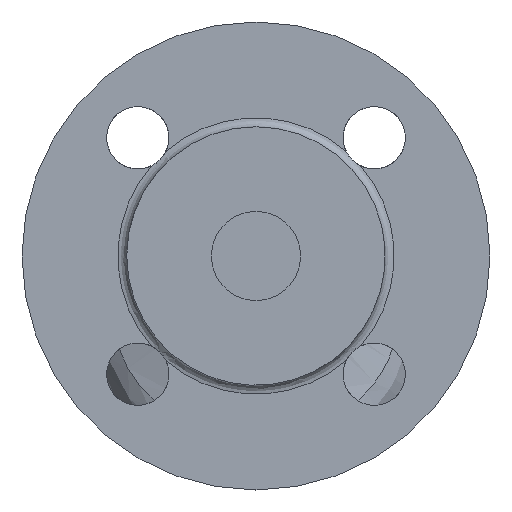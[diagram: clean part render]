
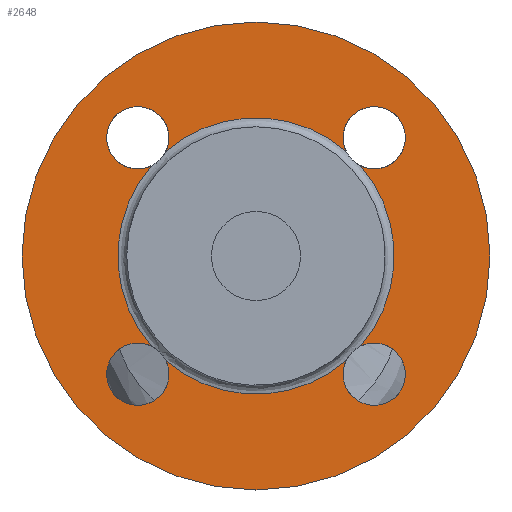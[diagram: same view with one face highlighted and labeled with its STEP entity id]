
A CAD part, left-side view. The second image highlights one B-rep face of the part: STEP entity #2648.
In plain terms, the highlighted free-form (B-spline) face has degree [1, 1] with [2, 2] control points.
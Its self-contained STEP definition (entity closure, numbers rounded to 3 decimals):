
#2273=CARTESIAN_POINT('',(-78.,0.0,66.5));
#2274=VERTEX_POINT('',#2273);
#2275=CARTESIAN_POINT('',(-78.,0.0,14.));
#2276=DIRECTION('',(-1.0,0.0,0.0));
#2277=DIRECTION('',(0.0,0.0,1.0));
#2278=AXIS2_PLACEMENT_3D('',#2275,#2276,#2277);
#2279=CIRCLE('',#2278,52.5);
#2280=EDGE_CURVE('',#2274,#2274,#2279,.T.);
#2424=CARTESIAN_POINT('',(-78.,-20.188,37.526));
#2425=VERTEX_POINT('',#2424);
#2426=CARTESIAN_POINT('',(-78.,-23.526,34.188));
#2427=VERTEX_POINT('',#2426);
#2443=CARTESIAN_POINT('',(-78.,20.188,37.526));
#2444=VERTEX_POINT('',#2443);
#2445=CARTESIAN_POINT('',(-78.,0.0,14.));
#2446=DIRECTION('',(-1.0,0.0,0.0));
#2447=DIRECTION('',(0.0,0.0,-1.0));
#2448=AXIS2_PLACEMENT_3D('',#2445,#2446,#2447);
#2449=CIRCLE('',#2448,31.0);
#2450=EDGE_CURVE('',#2425,#2444,#2449,.T.);
#2452=CARTESIAN_POINT('',(-78.,23.526,34.188));
#2453=VERTEX_POINT('',#2452);
#2469=CARTESIAN_POINT('',(-78.,23.526,-6.188));
#2470=VERTEX_POINT('',#2469);
#2471=CARTESIAN_POINT('',(-78.,0.0,14.));
#2472=DIRECTION('',(-1.0,0.0,0.0));
#2473=DIRECTION('',(0.0,0.0,-1.0));
#2474=AXIS2_PLACEMENT_3D('',#2471,#2472,#2473);
#2475=CIRCLE('',#2474,31.0);
#2476=EDGE_CURVE('',#2453,#2470,#2475,.T.);
#2478=CARTESIAN_POINT('',(-78.,20.188,-9.526));
#2479=VERTEX_POINT('',#2478);
#2495=CARTESIAN_POINT('',(-78.,-20.188,-9.526));
#2496=VERTEX_POINT('',#2495);
#2497=CARTESIAN_POINT('',(-78.,0.0,14.));
#2498=DIRECTION('',(-1.0,0.0,0.0));
#2499=DIRECTION('',(0.0,0.0,-1.0));
#2500=AXIS2_PLACEMENT_3D('',#2497,#2498,#2499);
#2501=CIRCLE('',#2500,31.0);
#2502=EDGE_CURVE('',#2479,#2496,#2501,.T.);
#2504=CARTESIAN_POINT('',(-78.,-23.526,-6.188));
#2505=VERTEX_POINT('',#2504);
#2521=CARTESIAN_POINT('',(-78.,0.0,14.));
#2522=DIRECTION('',(-1.0,0.0,0.0));
#2523=DIRECTION('',(0.0,0.0,-1.0));
#2524=AXIS2_PLACEMENT_3D('',#2521,#2522,#2523);
#2525=CIRCLE('',#2524,31.0);
#2526=EDGE_CURVE('',#2505,#2427,#2525,.T.);
#2550=CARTESIAN_POINT('',(-78.,-26.517,40.517));
#2551=DIRECTION('',(1.0,0.0,0.0));
#2552=DIRECTION('',(0.0,1.0,0.0));
#2553=AXIS2_PLACEMENT_3D('',#2550,#2551,#2552);
#2554=CIRCLE('',#2553,7.);
#2555=EDGE_CURVE('',#2425,#2427,#2554,.T.);
#2569=CARTESIAN_POINT('',(-78.,-26.517,-12.517));
#2570=DIRECTION('',(1.0,0.0,0.0));
#2571=DIRECTION('',(0.0,0.0,1.0));
#2572=AXIS2_PLACEMENT_3D('',#2569,#2570,#2571);
#2573=CIRCLE('',#2572,7.);
#2574=EDGE_CURVE('',#2505,#2496,#2573,.T.);
#2588=CARTESIAN_POINT('',(-78.,26.517,-12.517));
#2589=DIRECTION('',(1.0,0.0,0.0));
#2590=DIRECTION('',(0.0,-1.0,0.0));
#2591=AXIS2_PLACEMENT_3D('',#2588,#2589,#2590);
#2592=CIRCLE('',#2591,7.);
#2593=EDGE_CURVE('',#2479,#2470,#2592,.T.);
#2607=CARTESIAN_POINT('',(-78.,26.517,40.517));
#2608=DIRECTION('',(1.0,0.0,0.0));
#2609=DIRECTION('',(0.0,0.0,-1.0));
#2610=AXIS2_PLACEMENT_3D('',#2607,#2608,#2609);
#2611=CIRCLE('',#2610,7.);
#2612=EDGE_CURVE('',#2453,#2444,#2611,.T.);
#2630=CARTESIAN_POINT('',(-78.,52.5,66.5));
#2631=CARTESIAN_POINT('',(-78.,52.5,-38.5));
#2632=CARTESIAN_POINT('',(-78.,-52.5,66.5));
#2633=CARTESIAN_POINT('',(-78.,-52.5,-38.5));
#2634=B_SPLINE_SURFACE_WITH_KNOTS('',1,1,((#2630,#2632),(#2631,#2633)),.UNSPECIFIED.,.F.,.F.,.U.,(2,2),(2,2),(0.0,105.0),(0.0,105.0),.UNSPECIFIED.);
#2635=ORIENTED_EDGE('',*,*,#2280,.T.);
#2636=EDGE_LOOP('',(#2635));
#2637=FACE_OUTER_BOUND('',#2636,.T.);
#2638=ORIENTED_EDGE('',*,*,#2526,.F.);
#2639=ORIENTED_EDGE('',*,*,#2574,.T.);
#2640=ORIENTED_EDGE('',*,*,#2502,.F.);
#2641=ORIENTED_EDGE('',*,*,#2593,.T.);
#2642=ORIENTED_EDGE('',*,*,#2476,.F.);
#2643=ORIENTED_EDGE('',*,*,#2612,.T.);
#2644=ORIENTED_EDGE('',*,*,#2450,.F.);
#2645=ORIENTED_EDGE('',*,*,#2555,.T.);
#2646=EDGE_LOOP('',(#2638,#2639,#2640,#2641,#2642,#2643,#2644,#2645));
#2647=FACE_BOUND('',#2646,.T.);
#2648=ADVANCED_FACE('',(#2637,#2647),#2634,.T.);
